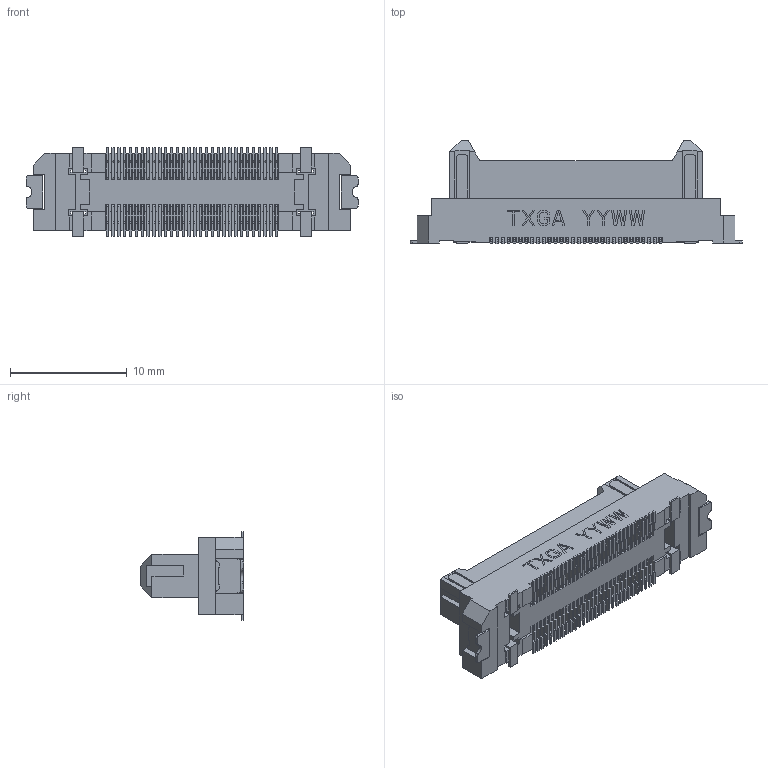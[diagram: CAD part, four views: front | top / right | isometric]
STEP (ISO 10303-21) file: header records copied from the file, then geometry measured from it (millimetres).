
FILE_DESCRIPTION((''),'2;1');
FILE_NAME('LB9568_ASM','2025-07-29T10:53:48',('gongchengVV'),(''),'CREO PARAMETRIC BY PTC INC, 2020033','CREO PARAMETRIC BY PTC INC, 2020033','');
FILE_SCHEMA(('CONFIG_CONTROL_DESIGN'));
Length unit declared in the file: millimetre
Products named in the file (1): LB9568_ASM
Bounding box: 28.4 x 8.85 x 7.6 mm (x, y, z)
Volume: 753.5 mm3; surface area: 1602.4 mm2
Topology: 1 solids, 3 shells, 1723 faces, 5735 edges, 3764 vertices
Faces by surface type: plane 1449, cylinder 274
Entity records: 62083 total; most frequent: ORIENTED_EDGE 11470, CARTESIAN_POINT 11222, DIRECTION 9729, EDGE_CURVE 5735, VECTOR 5187, LINE 5187, VERTEX_POINT 3764, AXIS2_PLACEMENT_3D 2271
